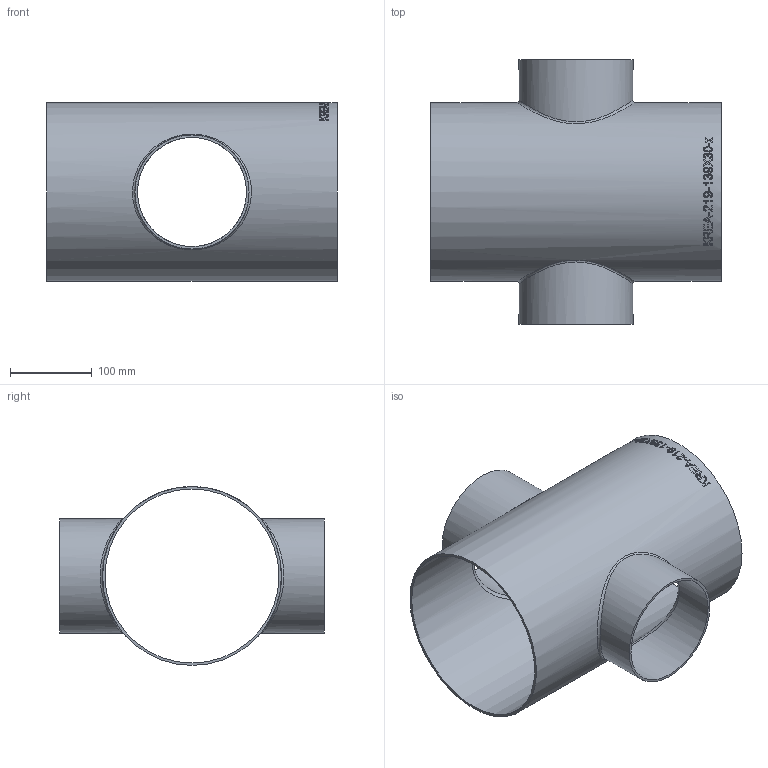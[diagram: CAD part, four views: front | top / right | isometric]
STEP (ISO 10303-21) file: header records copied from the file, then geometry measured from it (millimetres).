
FILE_DESCRIPTION (( 'STEP AP214' ), '1' );
FILE_NAME ('KREA-219-139X30-x Kreuz-Stück reduziert 2005.STEP', '2020-05-13T10:20:49', ( '' ), ( '' ), 'SwSTEP 2.0', 'SolidWorks 2019', '' );
FILE_SCHEMA (( 'AUTOMOTIVE_DESIGN' ));
Length unit declared in the file: millimetre
Products named in the file (1): KREA-219-139X30-x Kreuz-Stück reduziert 2005
Bounding box: 356 x 324 x 219.1 mm (x, y, z)
Volume: 800790.6 mm3; surface area: 539090.8 mm2
Topology: 1 solids, 1 shells, 234 faces, 627 edges, 418 vertices
Faces by surface type: bspline 136, plane 70, cylinder 28
Full cylindrical faces by diameter (mm): 133.7 x2, 139.7 x2, 213.1 x1, 219.1 x1
Entity records: 36626 total; most frequent: CARTESIAN_POINT 29608, ORIENTED_EDGE 1220, EDGE_CURVE 610, DIRECTION 470, B_SPLINE_CURVE_WITH_KNOTS 428, VERTEX_POINT 412, EDGE_LOOP 274, FACE_OUTER_BOUND 244
